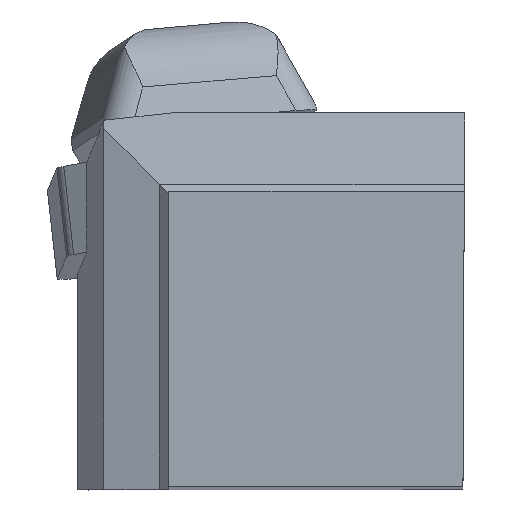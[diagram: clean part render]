
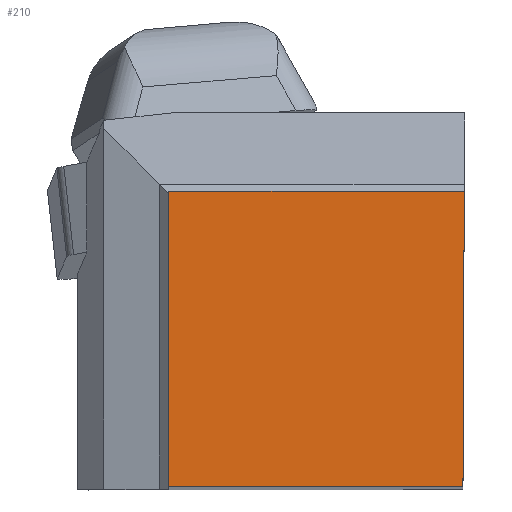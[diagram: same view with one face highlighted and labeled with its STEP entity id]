
A CAD part, top view. The second image highlights one B-rep face of the part: STEP entity #210.
In plain terms, the highlighted planar face has unit normal (0, 0, 1).
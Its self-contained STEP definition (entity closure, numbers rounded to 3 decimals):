
#145=FACE_OUTER_BOUND('',#609,.T.);
#210=ADVANCED_FACE('BLANK_BOXF006',(#145),#269,.F.);
#269=PLANE('',#1443);
#361=LINE('',#2095,#497);
#365=LINE('',#2101,#501);
#372=LINE('',#2116,#508);
#373=LINE('',#2118,#509);
#497=VECTOR('',#1655,1.);
#501=VECTOR('',#1661,1.);
#508=VECTOR('',#1674,1.);
#509=VECTOR('',#1675,1.);
#609=EDGE_LOOP('',(#786,#787,#788,#789));
#786=ORIENTED_EDGE('',*,*,#1219,.F.);
#787=ORIENTED_EDGE('',*,*,#1211,.F.);
#788=ORIENTED_EDGE('',*,*,#1207,.F.);
#789=ORIENTED_EDGE('',*,*,#1220,.F.);
#1073=VERTEX_POINT('',#2094);
#1074=VERTEX_POINT('',#2096);
#1075=VERTEX_POINT('',#2102);
#1080=VERTEX_POINT('',#2117);
#1207=EDGE_CURVE('',#1073,#1074,#361,.T.);
#1211=EDGE_CURVE('',#1074,#1075,#365,.T.);
#1219=EDGE_CURVE('',#1075,#1080,#372,.T.);
#1220=EDGE_CURVE('',#1080,#1073,#373,.T.);
#1443=AXIS2_PLACEMENT_3D('',#2119,#1676,#1677);
#1655=DIRECTION('',(-0.004,-1.,0.));
#1661=DIRECTION('',(-1.,0.,0.));
#1674=DIRECTION('',(0.,1.,0.));
#1675=DIRECTION('',(1.,0.,0.));
#1676=DIRECTION('',(0.,0.,-1.));
#1677=DIRECTION('',(-1.,0.,0.));
#2094=CARTESIAN_POINT('',(0.,15.748,0.));
#2095=CARTESIAN_POINT('',(0.423,112.599,0.));
#2096=CARTESIAN_POINT('',(-0.069,0.,0.));
#2101=CARTESIAN_POINT('',(112.6,0.,0.));
#2102=CARTESIAN_POINT('',(-15.748,0.,0.));
#2116=CARTESIAN_POINT('',(-15.748,-112.6,0.));
#2117=CARTESIAN_POINT('',(-15.748,15.748,0.));
#2118=CARTESIAN_POINT('',(-112.6,15.748,0.));
#2119=CARTESIAN_POINT('',(-33.225,-5.,0.));
